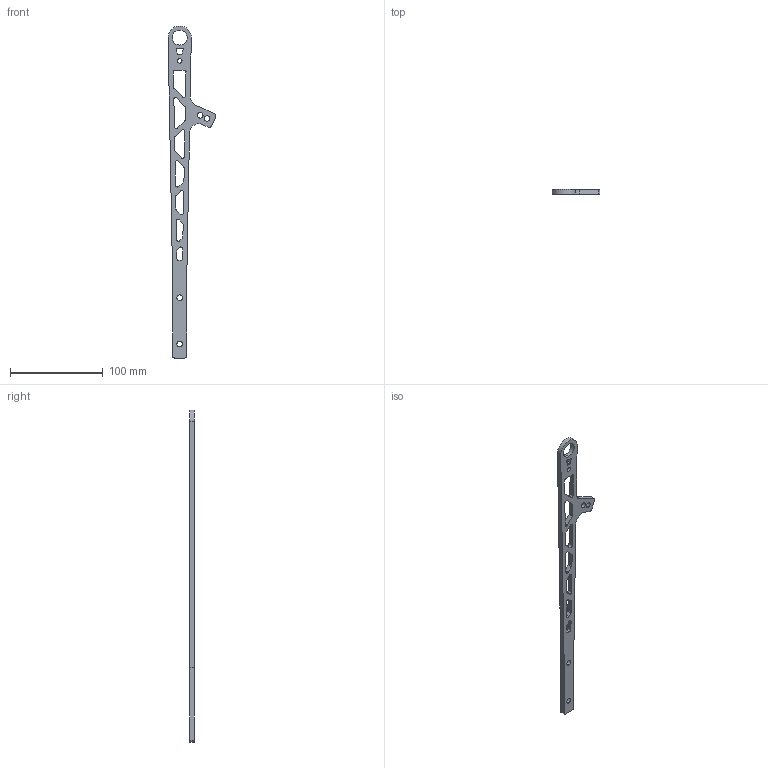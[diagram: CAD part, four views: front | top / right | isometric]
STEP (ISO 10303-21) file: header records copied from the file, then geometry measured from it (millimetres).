
FILE_DESCRIPTION (( 'STEP AP214' ), '1' );
FILE_NAME ('Laser - Handbrake Arm.STEP', '2025-08-28T22:52:40', ( '' ), ( '' ), 'SwSTEP 2.0', 'SolidWorks 2022', '' );
FILE_SCHEMA (( 'AUTOMOTIVE_DESIGN' ));
Length unit declared in the file: millimetre
Products named in the file (1): Laser - Handbrake Arm
Bounding box: 51.52 x 5 x 357.46 mm (x, y, z)
Volume: 26666.5 mm3; surface area: 17626.7 mm2
Topology: 1 solids, 1 shells, 104 faces, 306 edges, 204 vertices
Faces by surface type: cylinder 63, plane 41
Entity records: 3606 total; most frequent: DIRECTION 642, CARTESIAN_POINT 615, ORIENTED_EDGE 612, EDGE_CURVE 306, AXIS2_PLACEMENT_3D 231, VERTEX_POINT 204, LINE 180, VECTOR 180
